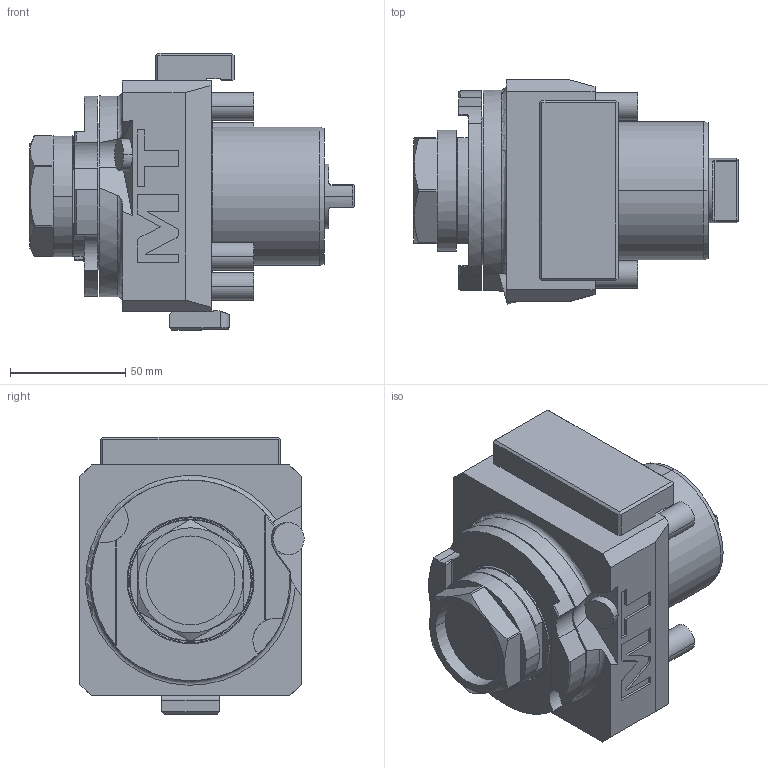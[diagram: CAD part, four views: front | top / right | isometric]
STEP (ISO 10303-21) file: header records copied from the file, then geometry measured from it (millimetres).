
FILE_DESCRIPTION((''),'2;1');
FILE_NAME('OKU1580140_CONF','2024-12-06T11:26:22',('fpalella'),('M.T. srl'),'CREO PARAMETRIC BY PTC INC, 2023352','CREO PARAMETRIC BY PTC INC, 2023352','');
FILE_SCHEMA(('CONFIG_CONTROL_DESIGN'));
Length unit declared in the file: millimetre
Products named in the file (1): OKU1580140_CONF
Bounding box: 140.5 x 97.25 x 120.25 mm (x, y, z)
Volume: 679883.3 mm3; surface area: 79435.3 mm2
Topology: 2 solids, 2 shells, 294 faces, 743 edges, 479 vertices
Faces by surface type: plane 173, cylinder 77, torus 25, cone 15, extrusion 4
Entity records: 9357 total; most frequent: CARTESIAN_POINT 2177, ORIENTED_EDGE 1486, DIRECTION 1477, EDGE_CURVE 743, AXIS2_PLACEMENT_3D 509, VERTEX_POINT 479, VECTOR 459, LINE 455
